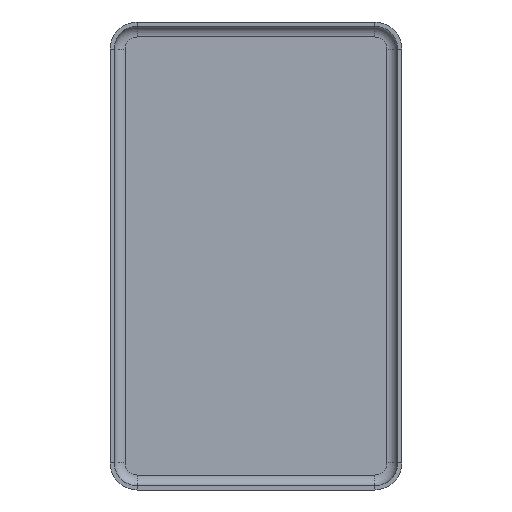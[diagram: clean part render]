
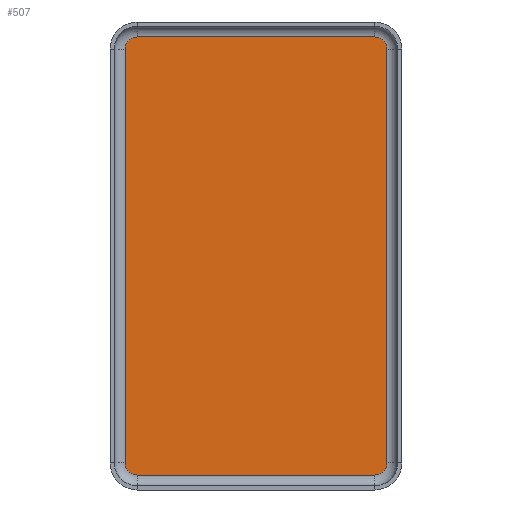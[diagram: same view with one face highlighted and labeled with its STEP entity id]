
A CAD part, front view. The second image highlights one B-rep face of the part: STEP entity #507.
In plain terms, the highlighted planar face has unit normal (0, -1, 0).
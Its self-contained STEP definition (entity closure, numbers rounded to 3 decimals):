
#14 = CIRCLE ( 'NONE', #614, 0.9 ) ;
#35 = CARTESIAN_POINT ( 'NONE',  ( -8.75, -0.3, 16.15 ) ) ;
#45 = ORIENTED_EDGE ( 'NONE', *, *, #1141, .F. ) ;
#56 = CARTESIAN_POINT ( 'NONE',  ( -8.75, -0.3, -16.15 ) ) ;
#72 = ORIENTED_EDGE ( 'NONE', *, *, #87, .F. ) ;
#83 = ORIENTED_EDGE ( 'NONE', *, *, #919, .F. ) ;
#86 = CIRCLE ( 'NONE', #502, 0.9 ) ;
#87 = EDGE_CURVE ( 'NONE', #643, #695, #14, .T. ) ;
#96 = AXIS2_PLACEMENT_3D ( 'NONE', #900, #1172, #1167 ) ;
#99 = DIRECTION ( 'NONE',  ( 0., -1., 0. ) ) ;
#163 = AXIS2_PLACEMENT_3D ( 'NONE', #725, #99, #192 ) ;
#177 = DIRECTION ( 'NONE',  ( 0., 1., 0. ) ) ;
#192 = DIRECTION ( 'NONE',  ( 0., 0., -1. ) ) ;
#207 = FACE_OUTER_BOUND ( 'NONE', #314, .T. ) ;
#232 = DIRECTION ( 'NONE',  ( 0., 0., -1. ) ) ;
#234 = CIRCLE ( 'NONE', #96, 0.9 ) ;
#273 = EDGE_CURVE ( 'NONE', #570, #459, #938, .T. ) ;
#303 = LINE ( 'NONE', #402, #591 ) ;
#314 = EDGE_LOOP ( 'NONE', ( #45, #934, #813, #926, #1131, #642, #72, #83 ) ) ;
#319 = CARTESIAN_POINT ( 'NONE',  ( 8.75, -0.3, 16.15 ) ) ;
#323 = VERTEX_POINT ( 'NONE', #446 ) ;
#338 = VECTOR ( 'NONE', #787, 1000. ) ;
#355 = VECTOR ( 'NONE', #384, 1000. ) ;
#366 = PLANE ( 'NONE',  #163 ) ;
#380 = LINE ( 'NONE', #1010, #355 ) ;
#383 = VERTEX_POINT ( 'NONE', #1176 ) ;
#384 = DIRECTION ( 'NONE',  ( -1., 0., 0. ) ) ;
#392 = DIRECTION ( 'NONE',  ( 1., 0., 0. ) ) ;
#394 = CARTESIAN_POINT ( 'NONE',  ( 9.65, -0.3, -15.25 ) ) ;
#399 = CARTESIAN_POINT ( 'NONE',  ( -9.65, -0.3, -15.25 ) ) ;
#402 = CARTESIAN_POINT ( 'NONE',  ( 9.65, -0.3, 15.25 ) ) ;
#440 = CARTESIAN_POINT ( 'NONE',  ( 8.75, -0.3, 15.25 ) ) ;
#446 = CARTESIAN_POINT ( 'NONE',  ( 9.65, -0.3, 15.25 ) ) ;
#459 = VERTEX_POINT ( 'NONE', #989 ) ;
#502 = AXIS2_PLACEMENT_3D ( 'NONE', #845, #671, #1032 ) ;
#506 = CARTESIAN_POINT ( 'NONE',  ( 8.75, -0.3, -16.15 ) ) ;
#507 = ADVANCED_FACE ( 'NONE', ( #207 ), #366, .T. ) ;
#536 = DIRECTION ( 'NONE',  ( 0., 0., 1. ) ) ;
#570 = VERTEX_POINT ( 'NONE', #399 ) ;
#591 = VECTOR ( 'NONE', #232, 1000. ) ;
#605 = CARTESIAN_POINT ( 'NONE',  ( 8.75, -0.3, -15.25 ) ) ;
#614 = AXIS2_PLACEMENT_3D ( 'NONE', #605, #874, #786 ) ;
#642 = ORIENTED_EDGE ( 'NONE', *, *, #832, .F. ) ;
#643 = VERTEX_POINT ( 'NONE', #394 ) ;
#671 = DIRECTION ( 'NONE',  ( 0., 1., 0. ) ) ;
#680 = VERTEX_POINT ( 'NONE', #56 ) ;
#695 = VERTEX_POINT ( 'NONE', #506 ) ;
#696 = CARTESIAN_POINT ( 'NONE',  ( -9.65, -0.3, -15.25 ) ) ;
#706 = AXIS2_PLACEMENT_3D ( 'NONE', #440, #177, #536 ) ;
#725 = CARTESIAN_POINT ( 'NONE',  ( 8.75, -0.3, 15.25 ) ) ;
#786 = DIRECTION ( 'NONE',  ( 0., 0., 1. ) ) ;
#787 = DIRECTION ( 'NONE',  ( 0., 0., 1. ) ) ;
#813 = ORIENTED_EDGE ( 'NONE', *, *, #988, .F. ) ;
#832 = EDGE_CURVE ( 'NONE', #695, #680, #380, .T. ) ;
#845 = CARTESIAN_POINT ( 'NONE',  ( -8.75, -0.3, 15.25 ) ) ;
#847 = LINE ( 'NONE', #35, #1155 ) ;
#874 = DIRECTION ( 'NONE',  ( 0., 1., 0. ) ) ;
#900 = CARTESIAN_POINT ( 'NONE',  ( -8.75, -0.3, -15.25 ) ) ;
#906 = EDGE_CURVE ( 'NONE', #383, #1082, #847, .T. ) ;
#919 = EDGE_CURVE ( 'NONE', #323, #643, #303, .T. ) ;
#926 = ORIENTED_EDGE ( 'NONE', *, *, #273, .F. ) ;
#934 = ORIENTED_EDGE ( 'NONE', *, *, #906, .F. ) ;
#938 = LINE ( 'NONE', #696, #338 ) ;
#988 = EDGE_CURVE ( 'NONE', #459, #383, #86, .T. ) ;
#989 = CARTESIAN_POINT ( 'NONE',  ( -9.65, -0.3, 15.25 ) ) ;
#1010 = CARTESIAN_POINT ( 'NONE',  ( 8.75, -0.3, -16.15 ) ) ;
#1032 = DIRECTION ( 'NONE',  ( 0., 0., 1. ) ) ;
#1082 = VERTEX_POINT ( 'NONE', #319 ) ;
#1131 = ORIENTED_EDGE ( 'NONE', *, *, #1165, .F. ) ;
#1141 = EDGE_CURVE ( 'NONE', #1082, #323, #1170, .T. ) ;
#1155 = VECTOR ( 'NONE', #392, 1000. ) ;
#1165 = EDGE_CURVE ( 'NONE', #680, #570, #234, .T. ) ;
#1167 = DIRECTION ( 'NONE',  ( 0., 0., 1. ) ) ;
#1170 = CIRCLE ( 'NONE', #706, 0.9 ) ;
#1172 = DIRECTION ( 'NONE',  ( 0., 1., 0. ) ) ;
#1176 = CARTESIAN_POINT ( 'NONE',  ( -8.75, -0.3, 16.15 ) ) ;
